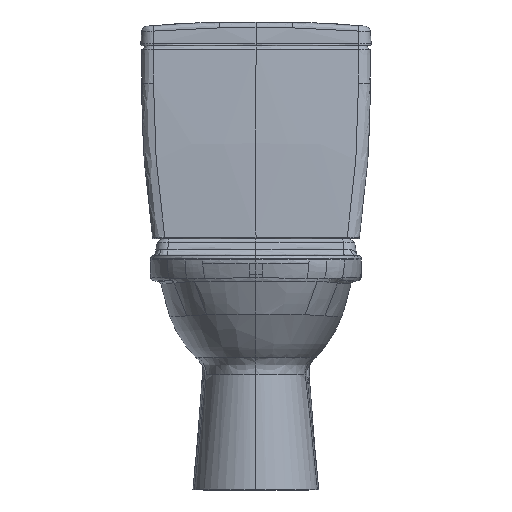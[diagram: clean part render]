
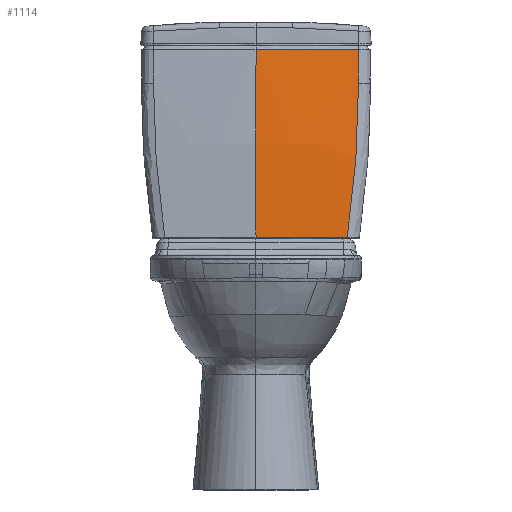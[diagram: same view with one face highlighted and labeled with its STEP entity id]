
A CAD part, front view. The second image highlights one B-rep face of the part: STEP entity #1114.
In plain terms, the highlighted free-form (B-spline) face has degree [3, 3] with [8, 5] control points.
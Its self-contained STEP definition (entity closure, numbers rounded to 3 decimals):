
#1114=ADVANCED_FACE('',(#1908),#1498,.T.);
#1498=B_SPLINE_SURFACE_WITH_KNOTS('',3,3,((#65885,#65886,#65887,#65888,
#65889),(#65890,#65891,#65892,#65893,#65894),(#65895,#65896,#65897,#65898,
#65899),(#65900,#65901,#65902,#65903,#65904),(#65905,#65906,#65907,#65908,
#65909),(#65910,#65911,#65912,#65913,#65914),(#65915,#65916,#65917,#65918,
#65919),(#65920,#65921,#65922,#65923,#65924)),.UNSPECIFIED.,.F.,.F.,.F.,
(4,1,1,1,1,4),(4,1,4),(0.,0.352,0.468,0.584,
0.817,1.),(0.,0.521,1.),.UNSPECIFIED.);
#1908=FACE_OUTER_BOUND('',#2461,.T.);
#2461=EDGE_LOOP('',(#4696,#4697,#4698,#4699,#4700));
#4696=ORIENTED_EDGE('',*,*,#7297,.F.);
#4697=ORIENTED_EDGE('',*,*,#7298,.T.);
#4698=ORIENTED_EDGE('',*,*,#7299,.T.);
#4699=ORIENTED_EDGE('',*,*,#7300,.F.);
#4700=ORIENTED_EDGE('',*,*,#7237,.T.);
#6023=VERTEX_POINT('',#64795);
#6027=VERTEX_POINT('',#64982);
#6075=VERTEX_POINT('',#65853);
#6076=VERTEX_POINT('',#65867);
#6077=VERTEX_POINT('',#65876);
#7237=EDGE_CURVE('',#6023,#6027,#8452,.T.);
#7297=EDGE_CURVE('',#6075,#6027,#8500,.T.);
#7298=EDGE_CURVE('',#6075,#6076,#8501,.T.);
#7299=EDGE_CURVE('',#6076,#6077,#8502,.T.);
#7300=EDGE_CURVE('',#6023,#6077,#8503,.T.);
#8452=B_SPLINE_CURVE_WITH_KNOTS('',3,(#64983,#64984,#64985,#64986,#64987),
 .UNSPECIFIED.,.F.,.F.,(4,1,4),(0.,0.505,1.),.UNSPECIFIED.);
#8500=B_SPLINE_CURVE_WITH_KNOTS('',3,(#65849,#65850,#65851,#65852),
 .UNSPECIFIED.,.F.,.F.,(4,4),(0.,1.),.UNSPECIFIED.);
#8501=B_SPLINE_CURVE_WITH_KNOTS('',3,(#65854,#65855,#65856,#65857,#65858,
#65859,#65860,#65861,#65862,#65863,#65864,#65865,#65866),.UNSPECIFIED.,
 .F.,.F.,(4,2,2,1,2,2,4),(0.,0.25,0.375,0.438,0.469,0.5,1.),
 .UNSPECIFIED.);
#8502=B_SPLINE_CURVE_WITH_KNOTS('',3,(#65868,#65869,#65870,#65871,#65872,
#65873,#65874,#65875),.UNSPECIFIED.,.F.,.F.,(4,2,2,4),(0.,0.353,
0.707,1.),.UNSPECIFIED.);
#8503=B_SPLINE_CURVE_WITH_KNOTS('',3,(#65877,#65878,#65879,#65880,#65881,
#65882,#65883,#65884),.UNSPECIFIED.,.F.,.F.,(4,1,1,1,1,4),(0.,0.315,
0.472,0.629,0.944,1.),.UNSPECIFIED.);
#64795=CARTESIAN_POINT('',(0.278,38.68,364.386));
#64982=CARTESIAN_POINT('',(0.278,23.339,44.078));
#64983=CARTESIAN_POINT('',(0.278,38.68,364.386));
#64984=CARTESIAN_POINT('',(0.278,34.026,310.623));
#64985=CARTESIAN_POINT('',(0.278,26.875,203.924));
#64986=CARTESIAN_POINT('',(0.278,23.835,97.03));
#64987=CARTESIAN_POINT('',(0.278,23.339,44.078));
#65849=CARTESIAN_POINT('',(156.014,28.62,44.078));
#65850=CARTESIAN_POINT('',(104.183,25.151,44.078));
#65851=CARTESIAN_POINT('',(52.228,23.339,44.078));
#65852=CARTESIAN_POINT('',(0.278,23.339,44.078));
#65853=CARTESIAN_POINT('',(156.014,28.62,44.078));
#65854=CARTESIAN_POINT('',(156.014,28.62,44.078));
#65855=CARTESIAN_POINT('',(159.257,29.044,65.974));
#65856=CARTESIAN_POINT('',(162.09,29.619,87.837));
#65857=CARTESIAN_POINT('',(165.726,30.699,120.579));
#65858=CARTESIAN_POINT('',(166.835,31.096,131.484));
#65859=CARTESIAN_POINT('',(168.345,31.744,147.828));
#65860=CARTESIAN_POINT('',(169.062,32.082,155.996));
#65861=CARTESIAN_POINT('',(169.721,32.44,164.16));
#65862=CARTESIAN_POINT('',(170.147,32.683,169.601));
#65863=CARTESIAN_POINT('',(170.351,32.805,172.282));
#65864=CARTESIAN_POINT('',(173.805,34.976,219.165));
#65865=CARTESIAN_POINT('',(175.357,37.596,263.014));
#65866=CARTESIAN_POINT('',(175.203,40.752,306.566));
#65867=CARTESIAN_POINT('',(175.202,40.752,306.566));
#65868=CARTESIAN_POINT('',(175.201,40.752,306.566));
#65869=CARTESIAN_POINT('',(175.177,41.246,313.38));
#65870=CARTESIAN_POINT('',(175.152,41.756,320.192));
#65871=CARTESIAN_POINT('',(175.099,42.81,333.814));
#65872=CARTESIAN_POINT('',(175.072,43.353,340.624));
#65873=CARTESIAN_POINT('',(175.021,44.378,353.085));
#65874=CARTESIAN_POINT('',(174.997,44.855,358.736));
#65875=CARTESIAN_POINT('',(174.973,45.342,364.386));
#65876=CARTESIAN_POINT('',(174.971,45.342,364.386));
#65877=CARTESIAN_POINT('',(0.278,38.68,364.386));
#65878=CARTESIAN_POINT('',(18.612,38.68,364.386));
#65879=CARTESIAN_POINT('',(46.112,38.984,364.386));
#65880=CARTESIAN_POINT('',(82.762,40.095,364.386));
#65881=CARTESIAN_POINT('',(119.396,41.667,364.386));
#65882=CARTESIAN_POINT('',(150.128,43.54,364.386));
#65883=CARTESIAN_POINT('',(171.693,45.1,364.386));
#65884=CARTESIAN_POINT('',(174.971,45.342,364.386));
#65885=CARTESIAN_POINT('',(-27.838,23.352,19.566));
#65886=CARTESIAN_POINT('',(-27.86,23.563,80.691));
#65887=CARTESIAN_POINT('',(-27.902,26.547,197.921));
#65888=CARTESIAN_POINT('',(-27.944,34.473,314.917));
#65889=CARTESIAN_POINT('',(-27.964,39.397,370.815));
#65890=CARTESIAN_POINT('',(-0.215,23.016,19.566));
#65891=CARTESIAN_POINT('',(-0.216,23.233,80.691));
#65892=CARTESIAN_POINT('',(-0.217,26.229,197.921));
#65893=CARTESIAN_POINT('',(-0.217,34.166,314.917));
#65894=CARTESIAN_POINT('',(-0.218,39.096,370.815));
#65895=CARTESIAN_POINT('',(36.542,23.227,19.566));
#65896=CARTESIAN_POINT('',(36.571,23.436,80.691));
#65897=CARTESIAN_POINT('',(36.625,26.416,197.922));
#65898=CARTESIAN_POINT('',(36.68,34.337,314.917));
#65899=CARTESIAN_POINT('',(36.705,39.26,370.815));
#65900=CARTESIAN_POINT('',(82.401,24.592,19.566));
#65901=CARTESIAN_POINT('',(82.465,24.805,80.691));
#65902=CARTESIAN_POINT('',(82.588,27.795,197.922));
#65903=CARTESIAN_POINT('',(82.711,35.73,314.917));
#65904=CARTESIAN_POINT('',(82.769,40.656,370.815));
#65905=CARTESIAN_POINT('',(118.875,26.117,19.566));
#65906=CARTESIAN_POINT('',(118.967,26.338,80.691));
#65907=CARTESIAN_POINT('',(119.145,29.341,197.922));
#65908=CARTESIAN_POINT('',(119.322,37.296,314.917));
#65909=CARTESIAN_POINT('',(119.406,42.229,370.815));
#65910=CARTESIAN_POINT('',(160.543,28.623,19.566));
#65911=CARTESIAN_POINT('',(160.668,28.85,80.691));
#65912=CARTESIAN_POINT('',(160.907,31.866,197.923));
#65913=CARTESIAN_POINT('',(161.146,39.842,314.917));
#65914=CARTESIAN_POINT('',(161.259,44.78,370.815));
#65915=CARTESIAN_POINT('',(193.063,31.153,19.566));
#65916=CARTESIAN_POINT('',(193.213,31.382,80.692));
#65917=CARTESIAN_POINT('',(193.501,34.405,197.923));
#65918=CARTESIAN_POINT('',(193.787,42.395,314.917));
#65919=CARTESIAN_POINT('',(193.924,47.335,370.815));
#65920=CARTESIAN_POINT('',(207.375,32.358,19.566));
#65921=CARTESIAN_POINT('',(207.536,32.588,80.692));
#65922=CARTESIAN_POINT('',(207.846,35.612,197.924));
#65923=CARTESIAN_POINT('',(208.154,43.609,314.917));
#65924=CARTESIAN_POINT('',(208.3,48.55,370.815));
